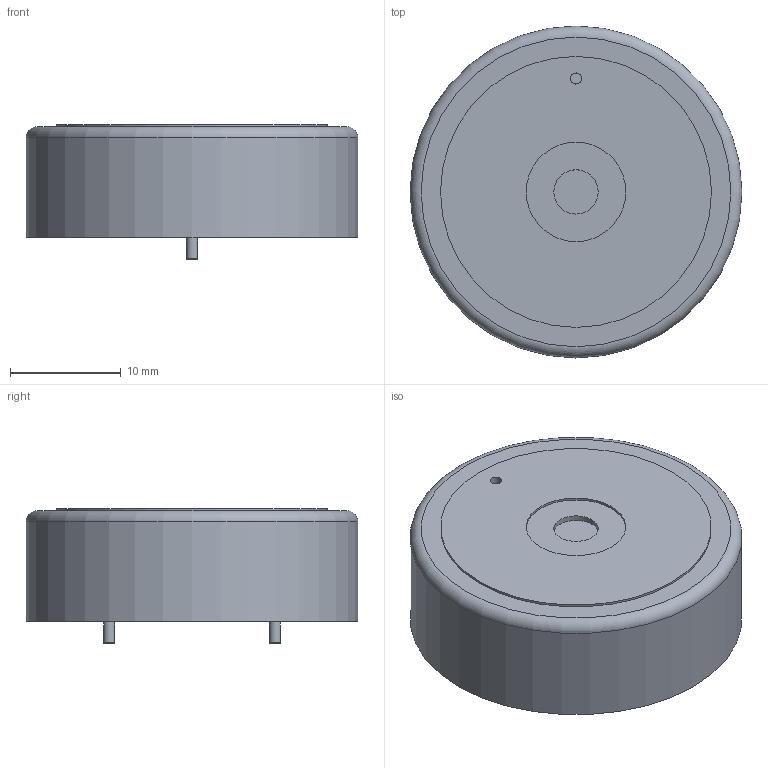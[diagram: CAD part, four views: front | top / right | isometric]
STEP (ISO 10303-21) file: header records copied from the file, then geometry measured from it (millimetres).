
FILE_DESCRIPTION(('FreeCAD Model'),'2;1');
FILE_NAME('Open CASCADE Shape Model','2025-05-03T21:24:24',(''),(''), 'Open CASCADE STEP processor 7.8','FreeCAD','Unknown');
FILE_SCHEMA(('AUTOMOTIVE_DESIGN { 1 0 10303 214 1 1 1 1 }'));
Length unit declared in the file: millimetre
Products named in the file (7): PK_27N36PSQ; Cap; Base; Membrane; Pins (Mirror #1); Pins; Extrude
Assembly tree (6 placements, depth 2):
  PK_27N36PSQ
    Cap
    Base
    Membrane
    Pins (Mirror #1)
    Pins
    Extrude
Bounding box: 30 x 30 x 12.2 mm (x, y, z)
Volume: 1758.6 mm3; surface area: 5639.1 mm2
Topology: 6 solids, 6 shells, 40 faces, 72 edges, 47 vertices
Faces by surface type: plane 27, cylinder 10, torus 3
Full cylindrical faces by diameter (mm): 1 x3, 4 x1, 9 x1, 24.5 x1, 25 x1, 29 x2, 30 x1
Entity records: 1159 total; most frequent: DIRECTION 192, CARTESIAN_POINT 166, ORIENTED_EDGE 144, AXIS2_PLACEMENT_3D 73, EDGE_CURVE 72, FACE_BOUND 47, EDGE_LOOP 47, VERTEX_POINT 47
